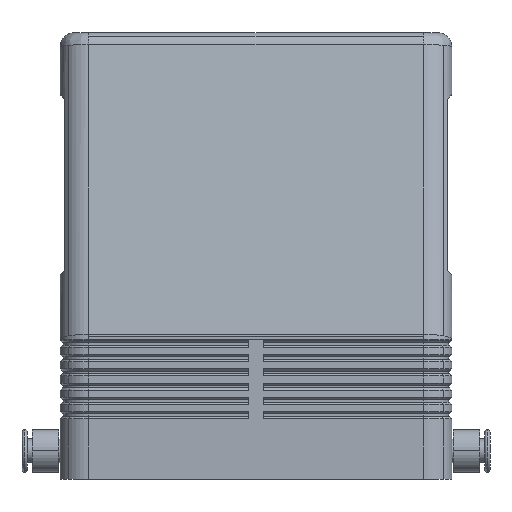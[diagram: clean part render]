
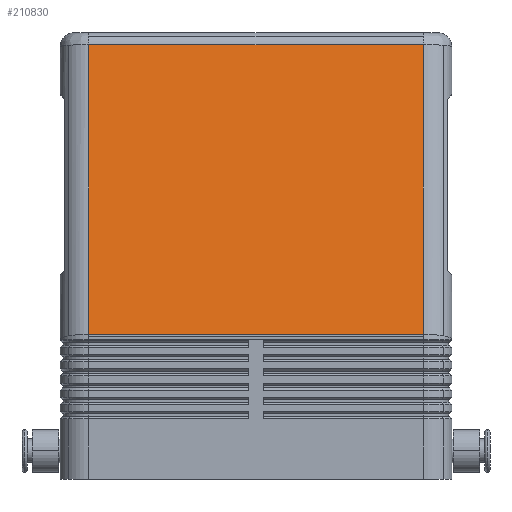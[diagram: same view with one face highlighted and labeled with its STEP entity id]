
A CAD part, left-side view. The second image highlights one B-rep face of the part: STEP entity #210830.
In plain terms, the highlighted planar face has unit normal (-0.986, 0, 0.166).
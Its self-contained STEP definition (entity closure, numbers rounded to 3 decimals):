
#4720=CARTESIAN_POINT('',(-46.667,35.25,30.493));
#4730=VERTEX_POINT('',#4720);
#4760=CARTESIAN_POINT('',(-46.667,-35.25,30.493));
#4770=DIRECTION('',(0.,1.,0.));
#4780=VECTOR('',#4770,70.5);
#4790=LINE('',#4760,#4780);
#4800=CARTESIAN_POINT('',(-46.667,-35.25,30.493));
#4810=VERTEX_POINT('',#4800);
#4820=EDGE_CURVE('',#4810,#4730,#4790,.T.);
#106440=CARTESIAN_POINT('',(-36.42,-35.25,91.497));
#106450=DIRECTION('',(-0.166,0.,-0.986));
#106460=VECTOR('',#106450,61.858);
#106470=LINE('',#106440,#106460);
#106480=CARTESIAN_POINT('',(-36.42,-35.25,91.497));
#106490=VERTEX_POINT('',#106480);
#106500=EDGE_CURVE('',#106490,#4810,#106470,.T.);
#204700=CARTESIAN_POINT('',(-36.42,35.25,91.497));
#204710=DIRECTION('',(0.,-1.,0.));
#204720=VECTOR('',#204710,70.5);
#204730=LINE('',#204700,#204720);
#204740=CARTESIAN_POINT('',(-36.42,35.25,91.497));
#204750=VERTEX_POINT('',#204740);
#204760=EDGE_CURVE('',#204750,#106490,#204730,.T.);
#210350=CARTESIAN_POINT('',(-46.667,35.25,30.493));
#210360=DIRECTION('',(0.166,0.,0.986));
#210370=VECTOR('',#210360,61.858);
#210380=LINE('',#210350,#210370);
#210390=EDGE_CURVE('',#4730,#204750,#210380,.T.);
#210720=CARTESIAN_POINT('',(-36.,0.,94.));
#210730=DIRECTION('',(-0.986,0.,0.166));
#210740=DIRECTION('',(0.166,0.,0.986));
#210750=AXIS2_PLACEMENT_3D('',#210720,#210730,#210740);
#210760=PLANE('',#210750);
#210770=ORIENTED_EDGE('',*,*,#106500,.F.);
#210780=ORIENTED_EDGE('',*,*,#4820,.F.);
#210790=ORIENTED_EDGE('',*,*,#210390,.F.);
#210800=ORIENTED_EDGE('',*,*,#204760,.F.);
#210810=EDGE_LOOP('',(#210800,#210790,#210780,#210770));
#210820=FACE_OUTER_BOUND('',#210810,.T.);
#210830=ADVANCED_FACE('',(#210820),#210760,.T.);
